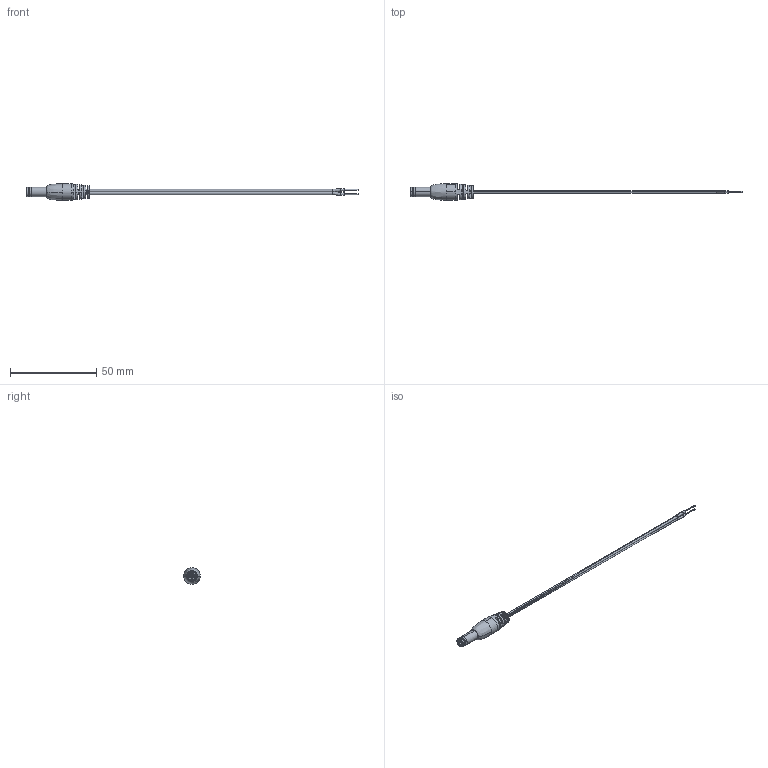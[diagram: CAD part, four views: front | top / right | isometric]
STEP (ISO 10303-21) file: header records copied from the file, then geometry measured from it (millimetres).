
FILE_DESCRIPTION (( 'STEP AP203' ), '1' );
FILE_NAME ('10-02317_revA.STEP', '2016-10-27T16:03:12', ( '' ), ( '' ), 'SwSTEP 2.0', 'SolidWorks 2015', '' );
FILE_SCHEMA (( 'CONFIG_CONTROL_DESIGN' ));
Length unit declared in the file: millimetre
Products named in the file (7): 5521TV_1; 24-00003; DT521-040_1; 50-00540; 30-00804_s+t; 1N00; 10-02317_revA
Assembly tree (6 placements, depth 3):
  10-02317_revA
    30-00804_s+t
    24-00003
    50-00540
      5521TV_1
      1N00
      DT521-040_1
Bounding box: 192.67 x 9.6 x 9.6 mm (x, y, z)
Volume: 2141.7 mm3; surface area: 7302.5 mm2
Topology: 55 solids, 55 shells, 540 faces, 1208 edges, 787 vertices
Faces by surface type: cylinder 202, plane 191, bspline 99, cone 26, torus 22
Entity records: 18814 total; most frequent: CARTESIAN_POINT 6386, ORIENTED_EDGE 2416, DIRECTION 2374, EDGE_CURVE 1208, AXIS2_PLACEMENT_3D 991, VERTEX_POINT 787, EDGE_LOOP 599, FACE_OUTER_BOUND 540
